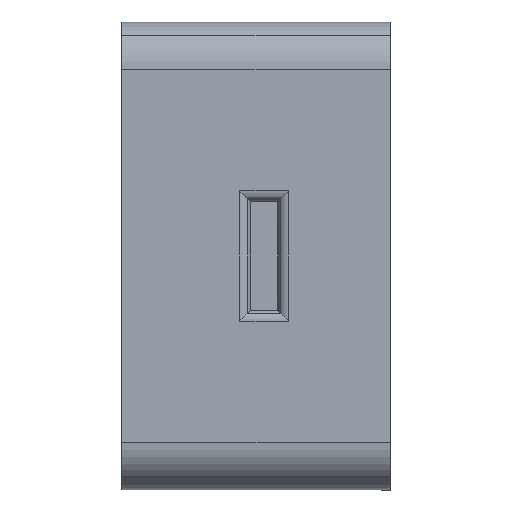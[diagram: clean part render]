
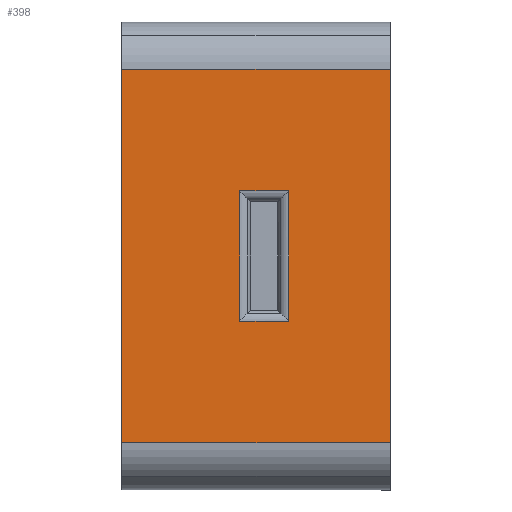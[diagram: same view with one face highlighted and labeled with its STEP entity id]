
A CAD part, left-side view. The second image highlights one B-rep face of the part: STEP entity #398.
In plain terms, the highlighted planar face has unit normal (-1, 0, 0).
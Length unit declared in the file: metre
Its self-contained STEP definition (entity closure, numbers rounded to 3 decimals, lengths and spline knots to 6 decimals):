
#398=ADVANCED_FACE('9:1700',(#1119,#1120),#1121,.T.);
#1119=FACE_OUTER_BOUND('',#2402,.T.);
#1120=FACE_BOUND('',#2403,.T.);
#1121=PLANE('',#2404);
#2402=EDGE_LOOP('',(#5087,#5088,#5089,#5090));
#2403=EDGE_LOOP('',(#5091,#5092,#5093,#5094));
#2404=AXIS2_PLACEMENT_3D('',#5095,#5096,#5097);
#5087=ORIENTED_EDGE('',*,*,#5246,.F.);
#5088=ORIENTED_EDGE('',*,*,#5698,.T.);
#5089=ORIENTED_EDGE('',*,*,#6073,.F.);
#5090=ORIENTED_EDGE('',*,*,#6074,.T.);
#5091=ORIENTED_EDGE('',*,*,#6045,.T.);
#5092=ORIENTED_EDGE('',*,*,#5274,.F.);
#5093=ORIENTED_EDGE('',*,*,#5278,.F.);
#5094=ORIENTED_EDGE('',*,*,#5281,.F.);
#5095=CARTESIAN_POINT('',(-0.01923,0.039064,0.021274));
#5096=DIRECTION('',(-1.0,0.,0.));
#5097=DIRECTION('',(0.,0.,-1.0));
#5246=EDGE_CURVE('1:585',#6139,#6141,#6142,.T.);
#5274=EDGE_CURVE('3:15350',#6194,#6196,#6197,.T.);
#5278=EDGE_CURVE('3:15164',#6201,#6194,#6203,.T.);
#5281=EDGE_CURVE('3:15409',#6205,#6201,#6207,.T.);
#5698=EDGE_CURVE('1:229',#6139,#6956,#6958,.T.);
#6045=EDGE_CURVE('3:13601',#6205,#6196,#7472,.T.);
#6073=EDGE_CURVE('1:549',#7502,#6956,#7504,.T.);
#6074=EDGE_CURVE('1:226',#7502,#6141,#7505,.F.);
#6139=VERTEX_POINT('',#7557);
#6141=VERTEX_POINT('',#7559);
#6142=LINE('',#7560,#7561);
#6194=VERTEX_POINT('',#7626);
#6196=VERTEX_POINT('',#7628);
#6197=LINE('',#7629,#7630);
#6201=VERTEX_POINT('',#7635);
#6203=LINE('',#7637,#7638);
#6205=VERTEX_POINT('',#7641);
#6207=LINE('',#7643,#7644);
#6956=VERTEX_POINT('',#8768);
#6958=LINE('',#8770,#8771);
#7472=LINE('',#9627,#9628);
#7502=VERTEX_POINT('',#9681);
#7504=LINE('',#9683,#9684);
#7505=LINE('',#9685,#9686);
#7557=CARTESIAN_POINT('',(-0.01923,0.039064,0.048774));
#7559=CARTESIAN_POINT('',(-0.01923,-0.000536,0.048774));
#7560=CARTESIAN_POINT('',(-0.01923,0.039064,0.048774));
#7561=VECTOR('',#9740,1.0);
#7626=CARTESIAN_POINT('',(-0.01923,0.021664,0.011674));
#7628=CARTESIAN_POINT('',(-0.01923,0.014464,0.011674));
#7629=CARTESIAN_POINT('',(-0.01923,0.029564,0.011674));
#7630=VECTOR('',#9796,1.0);
#7635=CARTESIAN_POINT('',(-0.01923,0.021664,0.030874));
#7637=CARTESIAN_POINT('',(-0.01923,0.021664,0.021274));
#7638=VECTOR('',#9804,1.0);
#7641=CARTESIAN_POINT('',(-0.01923,0.014464,0.030874));
#7643=CARTESIAN_POINT('',(-0.01923,0.029564,0.030874));
#7644=VECTOR('',#9809,1.0);
#8768=CARTESIAN_POINT('',(-0.01923,0.039064,-0.006226));
#8770=CARTESIAN_POINT('',(-0.01923,0.039064,0.028467));
#8771=VECTOR('',#10572,1.0);
#9627=CARTESIAN_POINT('',(-0.01923,0.014464,0.021274));
#9628=VECTOR('',#10963,1.0);
#9681=CARTESIAN_POINT('',(-0.01923,-0.000536,-0.006226));
#9683=CARTESIAN_POINT('',(-0.01923,0.039064,-0.006226));
#9684=VECTOR('',#10999,1.0);
#9685=CARTESIAN_POINT('',(-0.01923,-0.000536,0.021274));
#9686=VECTOR('',#11000,1.0);
#9740=DIRECTION('',(0.,-1.0,0.));
#9796=DIRECTION('',(0.,-1.0,0.));
#9804=DIRECTION('',(0.,0.,-1.0));
#9809=DIRECTION('',(0.,1.0,0.));
#10572=DIRECTION('',(0.,0.,-1.0));
#10963=DIRECTION('',(0.,0.,-1.0));
#10999=DIRECTION('',(0.0,1.0,0.));
#11000=DIRECTION('',(0.,0.,-1.0));
